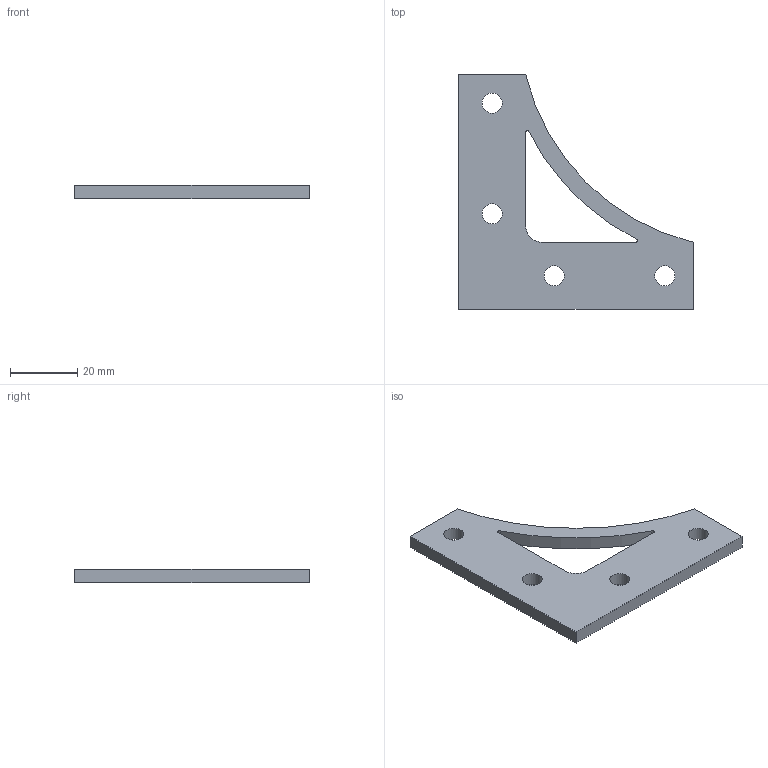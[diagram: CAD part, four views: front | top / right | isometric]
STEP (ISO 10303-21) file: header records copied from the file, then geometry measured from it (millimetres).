
FILE_DESCRIPTION(('FreeCAD Model'),'2;1');
FILE_NAME( 'FrameConnectors.stp', '2012-12-24T05:26:08',('FreeCAD'),('FreeCAD'), 'Open CASCADE STEP processor 6.5','FreeCAD','Unknown');
FILE_SCHEMA(('AUTOMOTIVE_DESIGN_CC2 { 1 2 10303 214 -1 1 5 4 }'));
Length unit declared in the file: millimetre
Products named in the file (1): Open CASCADE STEP translator 6.5 4
Bounding box: 70 x 70 x 4 mm (x, y, z)
Volume: 10395.5 mm3; surface area: 6965.3 mm2
Topology: 1 solids, 1 shells, 17 faces, 49 edges, 34 vertices
Faces by surface type: cylinder 9, plane 8
Full cylindrical faces by diameter (mm): 6 x4
Entity records: 1294 total; most frequent: CARTESIAN_POINT 311, DIRECTION 183, LINE 99, VECTOR 99, ORIENTED_EDGE 98, PCURVE 98, DEFINITIONAL_REPRESENTATION 98, EDGE_CURVE 49
